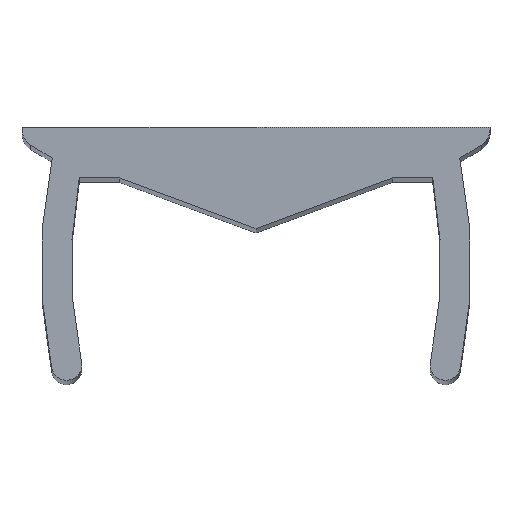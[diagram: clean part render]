
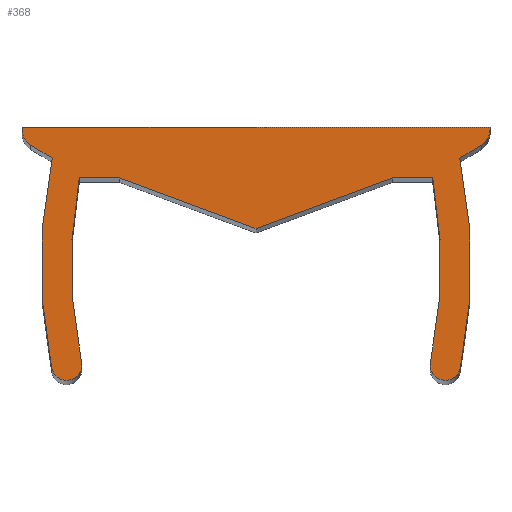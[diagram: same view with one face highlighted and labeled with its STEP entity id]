
A CAD part, top view. The second image highlights one B-rep face of the part: STEP entity #368.
In plain terms, the highlighted planar face has unit normal (0, 0, 1).
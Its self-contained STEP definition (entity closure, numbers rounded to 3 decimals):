
#20=CIRCLE('',#384,0.35);
#22=CIRCLE('',#388,10.);
#24=CIRCLE('',#391,0.3);
#26=CIRCLE('',#394,9.4);
#28=CIRCLE('',#401,9.4);
#30=CIRCLE('',#404,0.3);
#32=CIRCLE('',#407,10.);
#34=CIRCLE('',#411,0.35);
#129=ORIENTED_EDGE('',*,*,#146,.T.);
#130=ORIENTED_EDGE('',*,*,#150,.T.);
#131=ORIENTED_EDGE('',*,*,#153,.T.);
#132=ORIENTED_EDGE('',*,*,#156,.T.);
#133=ORIENTED_EDGE('',*,*,#159,.T.);
#134=ORIENTED_EDGE('',*,*,#162,.F.);
#135=ORIENTED_EDGE('',*,*,#165,.T.);
#136=ORIENTED_EDGE('',*,*,#168,.T.);
#137=ORIENTED_EDGE('',*,*,#171,.T.);
#138=ORIENTED_EDGE('',*,*,#174,.T.);
#139=ORIENTED_EDGE('',*,*,#177,.F.);
#140=ORIENTED_EDGE('',*,*,#180,.T.);
#141=ORIENTED_EDGE('',*,*,#183,.T.);
#142=ORIENTED_EDGE('',*,*,#186,.T.);
#143=ORIENTED_EDGE('',*,*,#189,.T.);
#144=ORIENTED_EDGE('',*,*,#192,.T.);
#145=ORIENTED_EDGE('',*,*,#195,.T.);
#146=EDGE_CURVE('',#197,#198,#231,.T.);
#150=EDGE_CURVE('',#198,#201,#20,.T.);
#153=EDGE_CURVE('',#201,#203,#236,.T.);
#156=EDGE_CURVE('',#203,#205,#22,.T.);
#159=EDGE_CURVE('',#205,#207,#24,.T.);
#162=EDGE_CURVE('',#209,#207,#26,.T.);
#165=EDGE_CURVE('',#209,#211,#242,.T.);
#168=EDGE_CURVE('',#211,#213,#245,.T.);
#171=EDGE_CURVE('',#213,#215,#248,.T.);
#174=EDGE_CURVE('',#215,#217,#251,.T.);
#177=EDGE_CURVE('',#219,#217,#28,.T.);
#180=EDGE_CURVE('',#219,#221,#30,.T.);
#183=EDGE_CURVE('',#221,#223,#32,.T.);
#186=EDGE_CURVE('',#223,#225,#257,.T.);
#189=EDGE_CURVE('',#225,#227,#34,.T.);
#192=EDGE_CURVE('',#227,#229,#261,.T.);
#195=EDGE_CURVE('',#229,#197,#264,.T.);
#197=VERTEX_POINT('',#527);
#198=VERTEX_POINT('',#528);
#201=VERTEX_POINT('',#536);
#203=VERTEX_POINT('',#542);
#205=VERTEX_POINT('',#548);
#207=VERTEX_POINT('',#554);
#209=VERTEX_POINT('',#560);
#211=VERTEX_POINT('',#566);
#213=VERTEX_POINT('',#572);
#215=VERTEX_POINT('',#578);
#217=VERTEX_POINT('',#584);
#219=VERTEX_POINT('',#590);
#221=VERTEX_POINT('',#596);
#223=VERTEX_POINT('',#602);
#225=VERTEX_POINT('',#608);
#227=VERTEX_POINT('',#614);
#229=VERTEX_POINT('',#620);
#231=LINE('',#526,#266);
#236=LINE('',#541,#271);
#242=LINE('',#565,#277);
#245=LINE('',#571,#280);
#248=LINE('',#577,#283);
#251=LINE('',#583,#286);
#257=LINE('',#607,#292);
#261=LINE('',#619,#296);
#264=LINE('',#625,#299);
#266=VECTOR('',#421,1000.);
#271=VECTOR('',#434,1000.);
#277=VECTOR('',#460,1000.);
#280=VECTOR('',#465,1000.);
#283=VECTOR('',#470,1000.);
#286=VECTOR('',#475,1000.);
#292=VECTOR('',#501,1000.);
#296=VECTOR('',#513,1000.);
#299=VECTOR('',#518,1000.);
#319=EDGE_LOOP('',(#129,#130,#131,#132,#133,#134,#135,#136,#137,#138,#139,
#140,#141,#142,#143,#144,#145));
#338=FACE_BOUND('',#319,.T.);
#349=PLANE('',#416);
#368=ADVANCED_FACE('',(#338),#349,.T.);
#384=AXIS2_PLACEMENT_3D('',#535,#427,#428);
#388=AXIS2_PLACEMENT_3D('',#547,#439,#440);
#391=AXIS2_PLACEMENT_3D('',#553,#446,#447);
#394=AXIS2_PLACEMENT_3D('',#559,#453,#454);
#401=AXIS2_PLACEMENT_3D('',#589,#480,#481);
#404=AXIS2_PLACEMENT_3D('',#595,#487,#488);
#407=AXIS2_PLACEMENT_3D('',#601,#494,#495);
#411=AXIS2_PLACEMENT_3D('',#613,#506,#507);
#416=AXIS2_PLACEMENT_3D('',#628,#522,#523);
#421=DIRECTION('',(0.,-1.,0.));
#427=DIRECTION('',(0.,0.,1.));
#428=DIRECTION('',(1.,0.,0.));
#434=DIRECTION('',(0.857,-0.515,0.));
#439=DIRECTION('',(0.,0.,1.));
#440=DIRECTION('',(1.,0.,0.));
#446=DIRECTION('',(0.,0.,1.));
#447=DIRECTION('',(1.,0.,0.));
#453=DIRECTION('',(0.,0.,1.));
#454=DIRECTION('',(1.,0.,0.));
#460=DIRECTION('',(1.,0.,0.));
#465=DIRECTION('',(0.938,-0.347,0.));
#470=DIRECTION('',(0.938,0.347,0.));
#475=DIRECTION('',(1.,0.,0.));
#480=DIRECTION('',(0.,0.,1.));
#481=DIRECTION('',(1.,0.,0.));
#487=DIRECTION('',(0.,0.,1.));
#488=DIRECTION('',(1.,0.,0.));
#494=DIRECTION('',(0.,0.,1.));
#495=DIRECTION('',(1.,0.,0.));
#501=DIRECTION('',(0.857,0.515,0.));
#506=DIRECTION('',(0.,0.,1.));
#507=DIRECTION('',(1.,0.,0.));
#513=DIRECTION('',(0.,1.,0.));
#518=DIRECTION('',(-1.,0.,0.));
#522=DIRECTION('',(0.,0.,1.));
#523=DIRECTION('',(1.,0.,0.));
#526=CARTESIAN_POINT('',(-4.625,0.,0.));
#527=CARTESIAN_POINT('',(-4.625,0.,0.));
#528=CARTESIAN_POINT('',(-4.625,-0.052,0.));
#535=CARTESIAN_POINT('',(-4.275,-0.052,0.));
#536=CARTESIAN_POINT('',(-4.455,-0.352,0.));
#541=CARTESIAN_POINT('',(-4.455,-0.352,0.));
#542=CARTESIAN_POINT('',(-4.027,-0.609,0.));
#547=CARTESIAN_POINT('',(5.75,-2.709,0.));
#548=CARTESIAN_POINT('',(-4.037,-4.762,0.));
#553=CARTESIAN_POINT('',(-3.744,-4.7,0.));
#554=CARTESIAN_POINT('',(-3.45,-4.639,0.));
#559=CARTESIAN_POINT('',(5.75,-2.709,0.));
#560=CARTESIAN_POINT('',(-3.493,-1.,0.));
#565=CARTESIAN_POINT('',(-3.493,-1.,0.));
#566=CARTESIAN_POINT('',(-2.7,-1.,0.));
#571=CARTESIAN_POINT('',(-2.7,-1.,0.));
#572=CARTESIAN_POINT('',(0.,-2.,0.));
#577=CARTESIAN_POINT('',(0.,-2.,0.));
#578=CARTESIAN_POINT('',(2.7,-1.,0.));
#583=CARTESIAN_POINT('',(2.7,-1.,0.));
#584=CARTESIAN_POINT('',(3.493,-1.,0.));
#589=CARTESIAN_POINT('',(-5.75,-2.709,0.));
#590=CARTESIAN_POINT('',(3.45,-4.639,0.));
#595=CARTESIAN_POINT('',(3.744,-4.7,0.));
#596=CARTESIAN_POINT('',(4.037,-4.762,0.));
#601=CARTESIAN_POINT('',(-5.75,-2.709,0.));
#602=CARTESIAN_POINT('',(4.027,-0.609,0.));
#607=CARTESIAN_POINT('',(4.027,-0.609,0.));
#608=CARTESIAN_POINT('',(4.455,-0.352,0.));
#613=CARTESIAN_POINT('',(4.275,-0.052,0.));
#614=CARTESIAN_POINT('',(4.625,-0.052,0.));
#619=CARTESIAN_POINT('',(4.625,-0.052,0.));
#620=CARTESIAN_POINT('',(4.625,0.,0.));
#625=CARTESIAN_POINT('',(4.625,0.,0.));
#628=CARTESIAN_POINT('',(-4.275,-0.052,0.));
